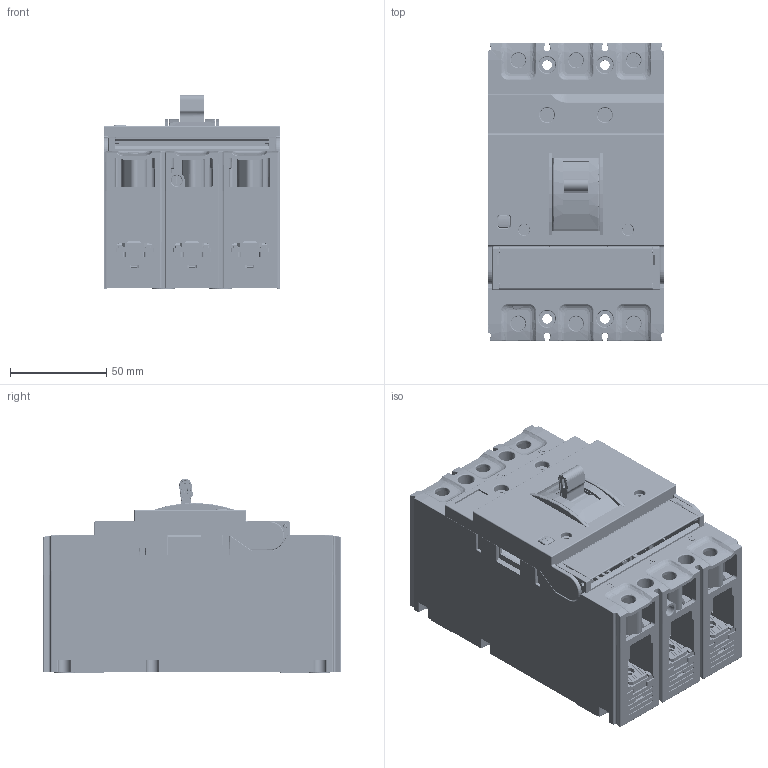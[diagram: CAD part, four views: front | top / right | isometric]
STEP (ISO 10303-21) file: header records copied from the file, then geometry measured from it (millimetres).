
FILE_DESCRIPTION (( 'STEP AP203' ), '1' );
FILE_NAME ('AV POWER-1-3-mccb-13-100-160-(2.0-6.0)-av.STEP', '2022-08-17T05:50:13', ( '' ), ( '' ), 'SwSTEP 2.0', 'SolidWorks 2021', '' );
FILE_SCHEMA (( 'CONFIG_CONTROL_DESIGN' ));
Products named in the file (1): AV POWER-1-3-mccb-13-100-160-(2.0-6.0)-av
Bounding box: 92 x 155 x 101.25 mm (x, y, z)
Volume: 339643.5 mm3; surface area: 290992.7 mm2
Topology: 38 solids, 38 shells, 9155 faces, 24841 edges, 15893 vertices
Faces by surface type: plane 4685, cylinder 3222, torus 536, bspline 414, cone 154, sphere 144
Entity records: 328910 total; most frequent: CARTESIAN_POINT 103503, ORIENTED_EDGE 49418, DIRECTION 43926, EDGE_CURVE 24709, VERTEX_POINT 15879, LINE 15598, VECTOR 15598, AXIS2_PLACEMENT_3D 14164
